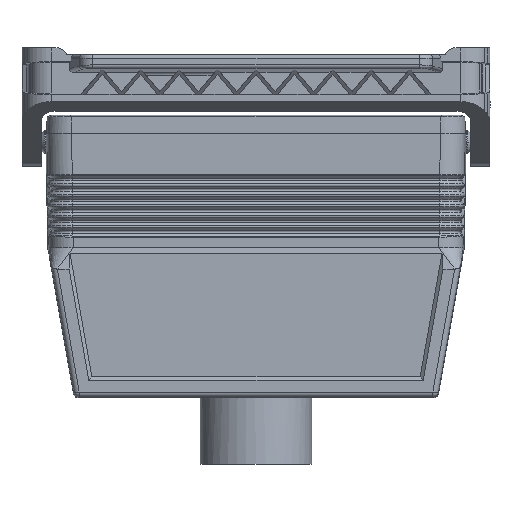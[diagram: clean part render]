
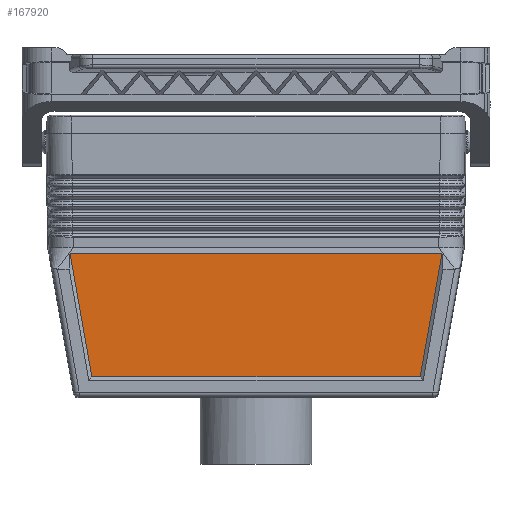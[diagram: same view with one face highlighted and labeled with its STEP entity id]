
A CAD part, front view. The second image highlights one B-rep face of the part: STEP entity #167920.
In plain terms, the highlighted face is planar.
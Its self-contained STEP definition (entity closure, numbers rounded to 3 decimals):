
#124760=CARTESIAN_POINT('',(417.083,77.426,
70.233));
#124770=VERTEX_POINT('',#124760);
#124920=CARTESIAN_POINT('',(417.083,83.656,
34.87));
#124930=VERTEX_POINT('',#124920);
#124960=CARTESIAN_POINT('',(417.083,87.644,
12.233));
#124970=DIRECTION('',(0.,0.174,
-0.985));
#124980=VECTOR('',#124970,1.);
#124990=LINE('',#124960,#124980);
#125000=EDGE_CURVE('',#124770,#124930,#124990,.T.);
#162280=CARTESIAN_POINT('',(417.083,-22.843,
34.87));
#162290=VERTEX_POINT('',#162280);
#162320=CARTESIAN_POINT('',(417.083,44.373,
34.87));
#162330=DIRECTION('',(0.,1.,0.));
#162340=VECTOR('',#162330,1.);
#162350=LINE('',#162320,#162340);
#162360=EDGE_CURVE('',#162290,#124930,#162350,.T.);
#167690=CARTESIAN_POINT('',(417.083,-12.317,
48.893));
#167700=DIRECTION('',(1.,0.,0.));
#167710=DIRECTION('',(0.,1.,0.));
#167720=AXIS2_PLACEMENT_3D('',#167690,#167700,#167710);
#167730=PLANE('',#167720);
#167740=CARTESIAN_POINT('',(417.083,-26.831,
12.233));
#167750=DIRECTION('',(0.,-0.174,
-0.985));
#167760=VECTOR('',#167750,1.);
#167770=LINE('',#167740,#167760);
#167780=CARTESIAN_POINT('',(417.083,-16.613,
70.233));
#167790=VERTEX_POINT('',#167780);
#167800=EDGE_CURVE('',#167790,#162290,#167770,.T.);
#167810=ORIENTED_EDGE('',*,*,#167800,.T.);
#167820=CARTESIAN_POINT('',(417.083,44.373,
70.233));
#167830=DIRECTION('',(0.,-1.,0.));
#167840=VECTOR('',#167830,1.);
#167850=LINE('',#167820,#167840);
#167860=EDGE_CURVE('',#124770,#167790,#167850,.T.);
#167870=ORIENTED_EDGE('',*,*,#167860,.T.);
#167880=ORIENTED_EDGE('',*,*,#125000,.F.);
#167890=ORIENTED_EDGE('',*,*,#162360,.T.);
#167900=EDGE_LOOP('',(#167890,#167880,#167870,#167810));
#167910=FACE_OUTER_BOUND('',#167900,.T.);
#167920=ADVANCED_FACE('',(#167910),#167730,.T.);
